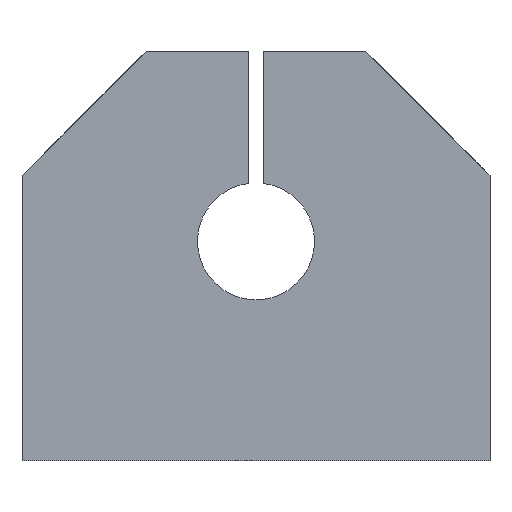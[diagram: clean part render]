
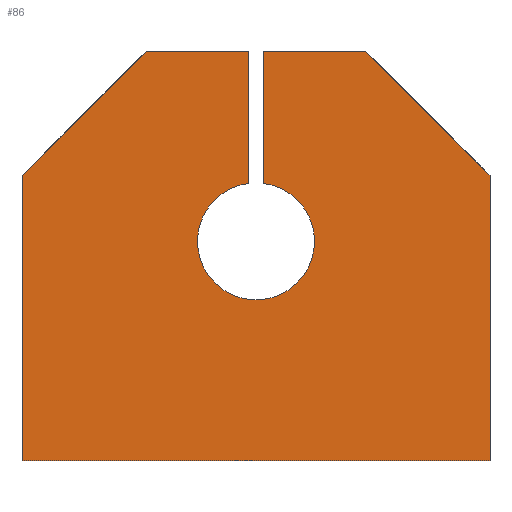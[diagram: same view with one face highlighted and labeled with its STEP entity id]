
A CAD part, front view. The second image highlights one B-rep face of the part: STEP entity #86.
In plain terms, the highlighted planar face has unit normal (0, -1, 0).
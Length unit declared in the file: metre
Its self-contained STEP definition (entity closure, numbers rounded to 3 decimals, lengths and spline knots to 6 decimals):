
#86 = ADVANCED_FACE( '', ( #187 ), #188, .F. );
#187 = FACE_OUTER_BOUND( '', #299, .T. );
#188 = PLANE( '', #300 );
#299 = EDGE_LOOP( '', ( #481, #482, #483, #484, #485, #486, #487, #488, #489, #490 ) );
#300 = AXIS2_PLACEMENT_3D( '', #491, #492, #493 );
#481 = ORIENTED_EDGE( '', *, *, #661, .T. );
#482 = ORIENTED_EDGE( '', *, *, #650, .F. );
#483 = ORIENTED_EDGE( '', *, *, #613, .F. );
#484 = ORIENTED_EDGE( '', *, *, #662, .F. );
#485 = ORIENTED_EDGE( '', *, *, #623, .F. );
#486 = ORIENTED_EDGE( '', *, *, #643, .F. );
#487 = ORIENTED_EDGE( '', *, *, #628, .F. );
#488 = ORIENTED_EDGE( '', *, *, #663, .F. );
#489 = ORIENTED_EDGE( '', *, *, #634, .T. );
#490 = ORIENTED_EDGE( '', *, *, #659, .T. );
#491 = CARTESIAN_POINT( '', ( -0.016, -0.009, 0. ) );
#492 = DIRECTION( '', ( 0., 1., 0. ) );
#493 = DIRECTION( '', ( 0., 0., 1. ) );
#613 = EDGE_CURVE( '', #718, #720, #721, .T. );
#623 = EDGE_CURVE( '', #735, #737, #738, .T. );
#628 = EDGE_CURVE( '', #744, #746, #747, .T. );
#634 = EDGE_CURVE( '', #757, #754, #758, .T. );
#643 = EDGE_CURVE( '', #746, #735, #770, .T. );
#650 = EDGE_CURVE( '', #720, #779, #780, .T. );
#659 = EDGE_CURVE( '', #754, #792, #794, .T. );
#661 = EDGE_CURVE( '', #792, #779, #796, .T. );
#662 = EDGE_CURVE( '', #737, #718, #797, .T. );
#663 = EDGE_CURVE( '', #757, #744, #798, .T. );
#718 = VERTEX_POINT( '', #867 );
#720 = VERTEX_POINT( '', #870 );
#721 = LINE( '', #871, #872 );
#735 = VERTEX_POINT( '', #890 );
#737 = VERTEX_POINT( '', #893 );
#738 = LINE( '', #894, #895 );
#744 = VERTEX_POINT( '', #903 );
#746 = VERTEX_POINT( '', #906 );
#747 = LINE( '', #907, #908 );
#754 = VERTEX_POINT( '', #916 );
#757 = VERTEX_POINT( '', #920 );
#758 = LINE( '', #921, #922 );
#770 = LINE( '', #940, #941 );
#779 = VERTEX_POINT( '', #951 );
#780 = LINE( '', #952, #953 );
#792 = VERTEX_POINT( '', #967 );
#794 = CIRCLE( '', #970, 0.004 );
#796 = LINE( '', #972, #973 );
#797 = LINE( '', #974, #975 );
#798 = LINE( '', #976, #977 );
#867 = CARTESIAN_POINT( '', ( -0.016, -0.009, 0.0195 ) );
#870 = CARTESIAN_POINT( '', ( -0.0075, -0.009, 0.028 ) );
#871 = CARTESIAN_POINT( '', ( -0.016, -0.009, 0.0195 ) );
#872 = VECTOR( '', #1134, 1. );
#890 = CARTESIAN_POINT( '', ( 0.016, -0.009, 0. ) );
#893 = CARTESIAN_POINT( '', ( -0.016, -0.009, 0. ) );
#894 = CARTESIAN_POINT( '', ( 0.016, -0.009, 0. ) );
#895 = VECTOR( '', #1146, 1. );
#903 = CARTESIAN_POINT( '', ( 0.0075, -0.009, 0.028 ) );
#906 = CARTESIAN_POINT( '', ( 0.016, -0.009, 0.0195 ) );
#907 = CARTESIAN_POINT( '', ( 0.0075, -0.009, 0.028 ) );
#908 = VECTOR( '', #1150, 1. );
#916 = CARTESIAN_POINT( '', ( 0.0005, -0.009, 0.018969 ) );
#920 = CARTESIAN_POINT( '', ( 0.0005, -0.009, 0.028 ) );
#921 = CARTESIAN_POINT( '', ( 0.0005, -0.009, 0.028 ) );
#922 = VECTOR( '', #1159, 1. );
#940 = CARTESIAN_POINT( '', ( 0.016, -0.009, 0.0195 ) );
#941 = VECTOR( '', #1166, 1. );
#951 = CARTESIAN_POINT( '', ( -0.0005, -0.009, 0.028 ) );
#952 = CARTESIAN_POINT( '', ( -0.0075, -0.009, 0.028 ) );
#953 = VECTOR( '', #1174, 1. );
#967 = CARTESIAN_POINT( '', ( -0.0005, -0.009, 0.018969 ) );
#970 = AXIS2_PLACEMENT_3D( '', #1187, #1188, #1189 );
#972 = CARTESIAN_POINT( '', ( -0.0005, -0.009, 0.015 ) );
#973 = VECTOR( '', #1190, 1. );
#974 = CARTESIAN_POINT( '', ( -0.016, -0.009, 0. ) );
#975 = VECTOR( '', #1191, 1. );
#976 = CARTESIAN_POINT( '', ( -0.0075, -0.009, 0.028 ) );
#977 = VECTOR( '', #1192, 1. );
#1134 = DIRECTION( '', ( 0.707, 0., 0.707 ) );
#1146 = DIRECTION( '', ( -1., 0., 0. ) );
#1150 = DIRECTION( '', ( 0.707, 0., -0.707 ) );
#1159 = DIRECTION( '', ( 0., 0., -1. ) );
#1166 = DIRECTION( '', ( 0., 0., -1. ) );
#1174 = DIRECTION( '', ( 1., 0., 0. ) );
#1187 = CARTESIAN_POINT( '', ( 0., -0.009, 0.015 ) );
#1188 = DIRECTION( '', ( 0., 1., 0. ) );
#1189 = DIRECTION( '', ( 1., 0., 0. ) );
#1190 = DIRECTION( '', ( 0., 0., 1. ) );
#1191 = DIRECTION( '', ( 0., 0., 1. ) );
#1192 = DIRECTION( '', ( 1., 0., 0. ) );
